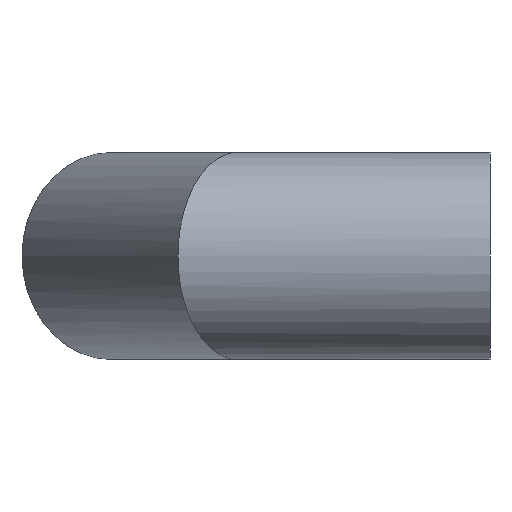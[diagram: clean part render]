
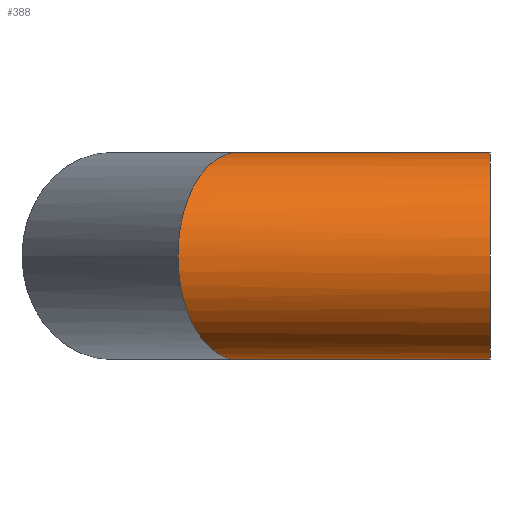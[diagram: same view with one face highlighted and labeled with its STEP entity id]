
A CAD part, left-side view. The second image highlights one B-rep face of the part: STEP entity #388.
In plain terms, the highlighted cylindrical face has radius 55 mm (diameter 110 mm), a partial arc.
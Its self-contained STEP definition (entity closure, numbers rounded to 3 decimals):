
#7 = EDGE_CURVE ( 'NONE', #9, #125, #113, .T. ) ;
#9 = VERTEX_POINT ( 'NONE', #68 ) ;
#33 = DIRECTION ( 'NONE',  ( 0., 1., 0. ) ) ;
#42 = CARTESIAN_POINT ( 'NONE',  ( 0., 0., 0. ) ) ;
#58 = CARTESIAN_POINT ( 'NONE',  ( -55., 165.754, 0. ) ) ;
#68 = CARTESIAN_POINT ( 'NONE',  ( 0., 0., -55. ) ) ;
#73 = VERTEX_POINT ( 'NONE', #167 ) ;
#74 = VECTOR ( 'NONE', #326, 1000. ) ;
#99 = ORIENTED_EDGE ( 'NONE', *, *, #226, .T. ) ;
#113 = CIRCLE ( 'NONE', #265, 55. ) ;
#114 = CARTESIAN_POINT ( 'NONE',  ( -55., 165.754, 0. ) ) ;
#121 = DIRECTION ( 'NONE',  ( 0., 1., 0. ) ) ;
#125 = VERTEX_POINT ( 'NONE', #238 ) ;
#136 = VECTOR ( 'NONE', #294, 1000. ) ;
#139 = CARTESIAN_POINT ( 'NONE',  ( 0., 134., -55. ) ) ;
#144 = EDGE_CURVE ( 'NONE', #282, #367, #186, .T. ) ;
#150 = ORIENTED_EDGE ( 'NONE', *, *, #7, .T. ) ;
#155 = ORIENTED_EDGE ( 'NONE', *, *, #260, .F. ) ;
#166 = LINE ( 'NONE', #285, #74 ) ;
#167 = CARTESIAN_POINT ( 'NONE',  ( 0., 134., 55. ) ) ;
#182 = EDGE_LOOP ( 'NONE', ( #155, #150, #99, #264, #236 ) ) ;
#186 =( BOUNDED_CURVE ( )  B_SPLINE_CURVE ( 3, ( #197, #375, #314, #139 ),
 .UNSPECIFIED., .F., .F. ) 
 B_SPLINE_CURVE_WITH_KNOTS ( ( 4, 4 ),
 ( 0., 1.571 ),
 .UNSPECIFIED. ) 
 CURVE ( )  GEOMETRIC_REPRESENTATION_ITEM ( )  RATIONAL_B_SPLINE_CURVE ( ( 1., 0.805, 0.805, 1. ) ) 
 REPRESENTATION_ITEM ( '' )  );
#191 = AXIS2_PLACEMENT_3D ( 'NONE', #272, #33, #327 ) ;
#197 = CARTESIAN_POINT ( 'NONE',  ( -55., 165.754, 0. ) ) ;
#203 = CARTESIAN_POINT ( 'NONE',  ( -32.218, 152.601, 55. ) ) ;
#217 = DIRECTION ( 'NONE',  ( 0., 0., 1. ) ) ;
#226 = EDGE_CURVE ( 'NONE', #125, #73, #166, .T. ) ;
#236 = ORIENTED_EDGE ( 'NONE', *, *, #144, .T. ) ;
#238 = CARTESIAN_POINT ( 'NONE',  ( 0., 0., 55. ) ) ;
#244 = EDGE_CURVE ( 'NONE', #73, #282, #338, .T. ) ;
#255 = CARTESIAN_POINT ( 'NONE',  ( 0., 134., 55. ) ) ;
#260 = EDGE_CURVE ( 'NONE', #9, #367, #353, .T. ) ;
#264 = ORIENTED_EDGE ( 'NONE', *, *, #244, .T. ) ;
#265 = AXIS2_PLACEMENT_3D ( 'NONE', #42, #121, #217 ) ;
#272 = CARTESIAN_POINT ( 'NONE',  ( 0., 0., 0. ) ) ;
#282 = VERTEX_POINT ( 'NONE', #58 ) ;
#285 = CARTESIAN_POINT ( 'NONE',  ( 0., 0., 55. ) ) ;
#294 = DIRECTION ( 'NONE',  ( 0., 1., 0. ) ) ;
#314 = CARTESIAN_POINT ( 'NONE',  ( -32.218, 152.601, -55. ) ) ;
#322 = CARTESIAN_POINT ( 'NONE',  ( 0., 0., -55. ) ) ;
#323 = CARTESIAN_POINT ( 'NONE',  ( -55., 165.754, 32.218 ) ) ;
#326 = DIRECTION ( 'NONE',  ( 0., 1., 0. ) ) ;
#327 = DIRECTION ( 'NONE',  ( 0., 0., 1. ) ) ;
#330 = FACE_OUTER_BOUND ( 'NONE', #182, .T. ) ;
#338 =( BOUNDED_CURVE ( )  B_SPLINE_CURVE ( 3, ( #255, #203, #323, #114 ),
 .UNSPECIFIED., .F., .F. ) 
 B_SPLINE_CURVE_WITH_KNOTS ( ( 4, 4 ),
 ( 4.712, 6.283 ),
 .UNSPECIFIED. ) 
 CURVE ( )  GEOMETRIC_REPRESENTATION_ITEM ( )  RATIONAL_B_SPLINE_CURVE ( ( 1., 0.805, 0.805, 1. ) ) 
 REPRESENTATION_ITEM ( '' )  );
#353 = LINE ( 'NONE', #322, #136 ) ;
#359 = CARTESIAN_POINT ( 'NONE',  ( 0., 134., -55. ) ) ;
#362 = CYLINDRICAL_SURFACE ( 'NONE', #191, 55. ) ;
#367 = VERTEX_POINT ( 'NONE', #359 ) ;
#375 = CARTESIAN_POINT ( 'NONE',  ( -55., 165.754, -32.218 ) ) ;
#388 = ADVANCED_FACE ( 'NONE', ( #330 ), #362, .T. ) ;
